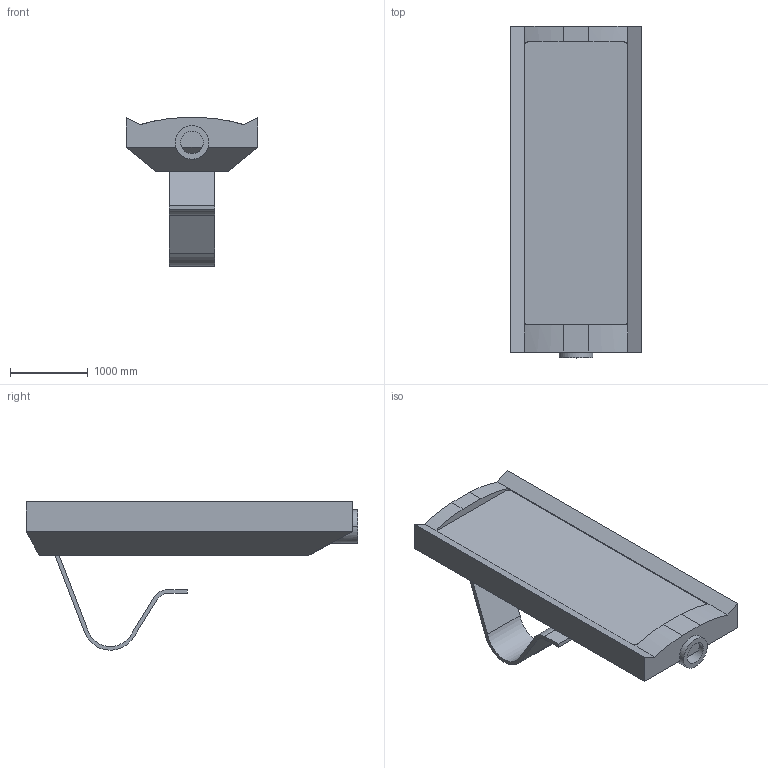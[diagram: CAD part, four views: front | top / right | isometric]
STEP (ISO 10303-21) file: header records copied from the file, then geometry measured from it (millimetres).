
FILE_DESCRIPTION((''),'2;1');
FILE_NAME('HF-2HY-01','2022-03-28T',('Administrator'),(''),'PRO/ENGINEER BY PARAMETRIC TECHNOLOGY CORPORATION, 2008380','PRO/ENGINEER BY PARAMETRIC TECHNOLOGY CORPORATION, 2008380','');
FILE_SCHEMA(('CONFIG_CONTROL_DESIGN'));
Length unit declared in the file: inch
Products named in the file (1): HF-2HY-01
Bounding box: 1692.4 x 4267.2 x 1907.42 mm (x, y, z)
Volume: 3775496795.7 mm3; surface area: 24072642.2 mm2
Topology: 1 solids, 1 shells, 46 faces, 118 edges, 76 vertices
Faces by surface type: plane 30, cylinder 16
Entity records: 1484 total; most frequent: CARTESIAN_POINT 308, ORIENTED_EDGE 236, DIRECTION 234, EDGE_CURVE 118, VECTOR 82, LINE 82, AXIS2_PLACEMENT_3D 76, VERTEX_POINT 76
